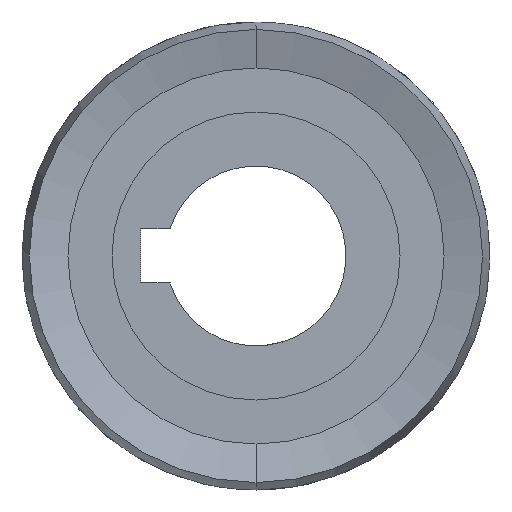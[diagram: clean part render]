
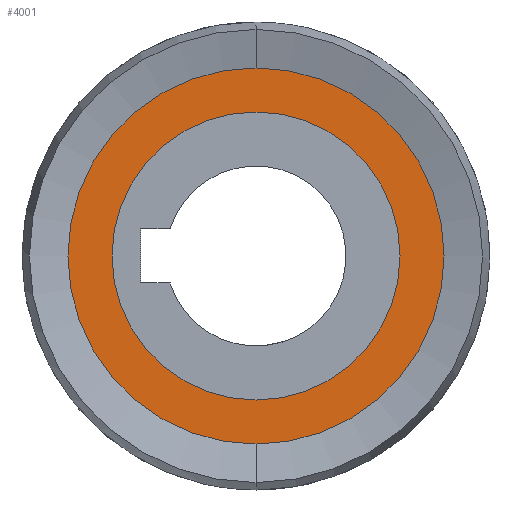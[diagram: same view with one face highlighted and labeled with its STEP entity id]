
A CAD part, left-side view. The second image highlights one B-rep face of the part: STEP entity #4001.
In plain terms, the highlighted planar face has unit normal (-1, 0, 0).
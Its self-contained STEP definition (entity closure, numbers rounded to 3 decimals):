
#12 = CARTESIAN_POINT ( 'NONE',  ( 0.9, 0., 0. ) ) ;
#239 = AXIS2_PLACEMENT_3D ( 'NONE', #2541, #1200, #4396 ) ;
#382 = ORIENTED_EDGE ( 'NONE', *, *, #4614, .F. ) ;
#527 = ORIENTED_EDGE ( 'NONE', *, *, #5377, .T. ) ;
#644 = CIRCLE ( 'NONE', #1553, 10.449 ) ;
#702 = CARTESIAN_POINT ( 'NONE',  ( 0.9, 8., 0. ) ) ;
#947 = ORIENTED_EDGE ( 'NONE', *, *, #2205, .T. ) ;
#1080 = ORIENTED_EDGE ( 'NONE', *, *, #3461, .F. ) ;
#1200 = DIRECTION ( 'NONE',  ( 1., 0., 0. ) ) ;
#1208 = VERTEX_POINT ( 'NONE', #1291 ) ;
#1291 = CARTESIAN_POINT ( 'NONE',  ( 0.9, 0., 10.449 ) ) ;
#1359 = CARTESIAN_POINT ( 'NONE',  ( 0.9, 0., -10.449 ) ) ;
#1553 = AXIS2_PLACEMENT_3D ( 'NONE', #12, #3616, #4991 ) ;
#1559 = CARTESIAN_POINT ( 'NONE',  ( 0.9, 0., 0. ) ) ;
#1882 = CIRCLE ( 'NONE', #239, 10.449 ) ;
#2205 = EDGE_CURVE ( 'NONE', #4693, #2968, #4375, .T. ) ;
#2484 = DIRECTION ( 'NONE',  ( 0., 0., -1. ) ) ;
#2489 = FACE_BOUND ( 'NONE', #3287, .T. ) ;
#2541 = CARTESIAN_POINT ( 'NONE',  ( 0.9, 0., 0. ) ) ;
#2557 = FACE_OUTER_BOUND ( 'NONE', #5028, .T. ) ;
#2629 = AXIS2_PLACEMENT_3D ( 'NONE', #3749, #2845, #4154 ) ;
#2845 = DIRECTION ( 'NONE',  ( 1., 0., 0. ) ) ;
#2968 = VERTEX_POINT ( 'NONE', #5898 ) ;
#3287 = EDGE_LOOP ( 'NONE', ( #947, #527 ) ) ;
#3359 = DIRECTION ( 'NONE',  ( 1., 0., 0. ) ) ;
#3461 = EDGE_CURVE ( 'NONE', #4186, #1208, #644, .T. ) ;
#3616 = DIRECTION ( 'NONE',  ( 1., 0., 0. ) ) ;
#3628 = AXIS2_PLACEMENT_3D ( 'NONE', #702, #3960, #3893 ) ;
#3749 = CARTESIAN_POINT ( 'NONE',  ( 0.9, 0., 0. ) ) ;
#3893 = DIRECTION ( 'NONE',  ( 0., 0., -1. ) ) ;
#3960 = DIRECTION ( 'NONE',  ( 1., 0., 0. ) ) ;
#4001 = ADVANCED_FACE ( 'NONE', ( #2557, #2489 ), #5739, .F. ) ;
#4086 = CARTESIAN_POINT ( 'NONE',  ( 0.9, 0., -8. ) ) ;
#4154 = DIRECTION ( 'NONE',  ( 0., 0., -1. ) ) ;
#4186 = VERTEX_POINT ( 'NONE', #1359 ) ;
#4375 = CIRCLE ( 'NONE', #5224, 8. ) ;
#4396 = DIRECTION ( 'NONE',  ( 0., 0., -1. ) ) ;
#4614 = EDGE_CURVE ( 'NONE', #1208, #4186, #1882, .T. ) ;
#4693 = VERTEX_POINT ( 'NONE', #4086 ) ;
#4991 = DIRECTION ( 'NONE',  ( 0., 0., -1. ) ) ;
#5028 = EDGE_LOOP ( 'NONE', ( #382, #1080 ) ) ;
#5224 = AXIS2_PLACEMENT_3D ( 'NONE', #1559, #3359, #2484 ) ;
#5377 = EDGE_CURVE ( 'NONE', #2968, #4693, #5731, .T. ) ;
#5731 = CIRCLE ( 'NONE', #2629, 8. ) ;
#5739 = PLANE ( 'NONE',  #3628 ) ;
#5898 = CARTESIAN_POINT ( 'NONE',  ( 0.9, 0., 8. ) ) ;
